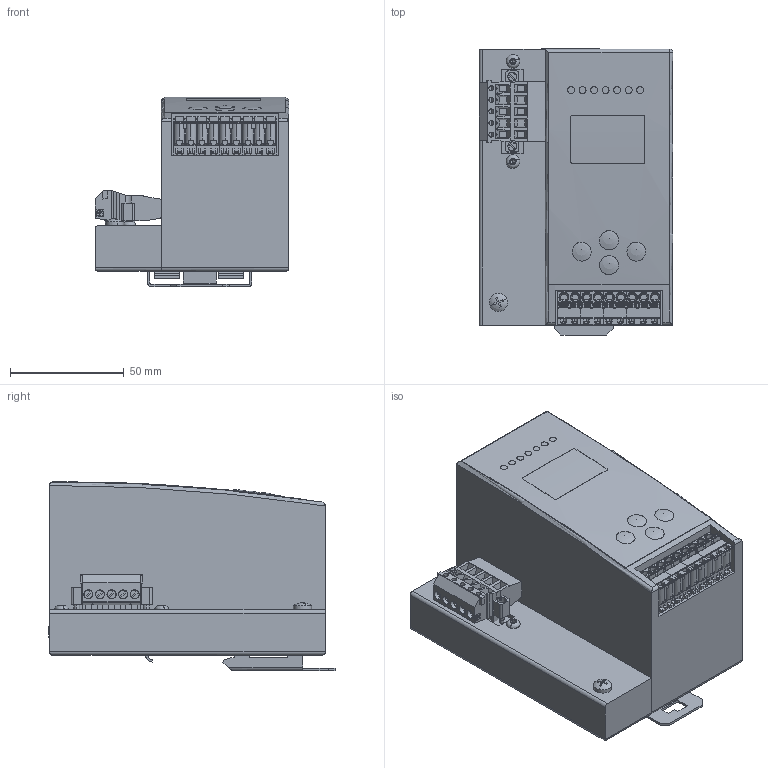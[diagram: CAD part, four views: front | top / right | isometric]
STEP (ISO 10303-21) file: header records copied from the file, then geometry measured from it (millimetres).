
FILE_DESCRIPTION(/* description */ ('Alibre Inc.'),/* implementation_level */ '2;1');
FILE_NAME(/* name */ 'export0',/* time_stamp */ '2014-03-13T09:51:36+01:00',/* author */ (''),/* organization */ (''),/* preprocessor_version */ 'ST-DEVELOPER v14',/* originating_system */ 'Alibre',/* authorisation */ '');
FILE_SCHEMA (('AUTOMOTIVE_DESIGN'));
Length unit declared in the file: centimetre
Products named in the file (18): ID_1
Bounding box: 85 x 125.49 x 82.95 mm (x, y, z)
Volume: 576705.3 mm3; surface area: 82515.3 mm2
Topology: 23 solids, 23 shells, 2131 faces, 5588 edges, 3636 vertices
Faces by surface type: plane 1306, cylinder 697, cone 60, sphere 36, torus 30, bspline 2
Full cylindrical faces by diameter (mm): 3 x7, 3.242 x1, 3.3 x2
Entity records: 43467 total; most frequent: CARTESIAN_POINT 9116, ORIENTED_EDGE 7580, DIRECTION 6016, EDGE_CURVE 3790, VECTOR 2514, LINE 2514, VERTEX_POINT 2477, AXIS2_PLACEMENT_3D 2193
